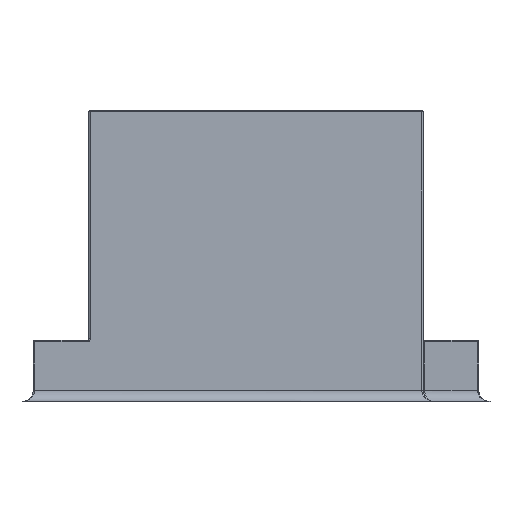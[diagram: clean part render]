
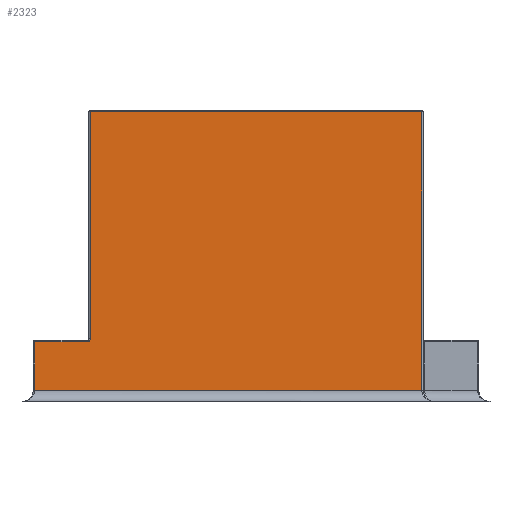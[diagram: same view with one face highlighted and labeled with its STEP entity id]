
A CAD part, front view. The second image highlights one B-rep face of the part: STEP entity #2323.
In plain terms, the highlighted planar face has unit normal (0, -1, 0).
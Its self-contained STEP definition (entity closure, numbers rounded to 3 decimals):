
#24=PLANE('',#2663);
#79=LINE('',#3603,#236);
#81=LINE('',#3610,#238);
#143=LINE('',#4111,#300);
#148=LINE('',#4186,#305);
#151=LINE('',#4191,#308);
#215=LINE('',#4319,#372);
#236=VECTOR('',#2755,10.);
#238=VECTOR('',#2763,10.);
#300=VECTOR('',#3259,10.);
#305=VECTOR('',#3292,10.);
#308=VECTOR('',#3299,10.);
#372=VECTOR('',#3435,1.);
#611=FACE_OUTER_BOUND('',#772,.T.);
#772=EDGE_LOOP('',(#1996,#1997,#1998,#1999,#2000,#2001,#2002));
#964=CIRCLE('',#2622,0.5);
#987=VERTEX_POINT('',#3592);
#990=VERTEX_POINT('',#3602);
#992=VERTEX_POINT('',#3608);
#1135=VERTEX_POINT('',#4100);
#1138=VERTEX_POINT('',#4107);
#1142=VERTEX_POINT('',#4171);
#1144=VERTEX_POINT('',#4180);
#1178=EDGE_CURVE('',#987,#990,#79,.T.);
#1182=EDGE_CURVE('',#992,#987,#81,.T.);
#1390=EDGE_CURVE('',#1135,#1138,#143,.T.);
#1401=EDGE_CURVE('',#990,#1144,#964,.T.);
#1404=EDGE_CURVE('',#1144,#1142,#148,.T.);
#1407=EDGE_CURVE('',#1142,#1135,#151,.T.);
#1474=EDGE_CURVE('',#992,#1138,#215,.T.);
#1996=ORIENTED_EDGE('',*,*,#1390,.F.);
#1997=ORIENTED_EDGE('',*,*,#1407,.F.);
#1998=ORIENTED_EDGE('',*,*,#1404,.F.);
#1999=ORIENTED_EDGE('',*,*,#1401,.F.);
#2000=ORIENTED_EDGE('',*,*,#1178,.F.);
#2001=ORIENTED_EDGE('',*,*,#1182,.F.);
#2002=ORIENTED_EDGE('',*,*,#1474,.T.);
#2323=ADVANCED_FACE('',(#611),#24,.T.);
#2622=AXIS2_PLACEMENT_3D('',#4181,#3284,#3285);
#2663=AXIS2_PLACEMENT_3D('',#4318,#3433,#3434);
#2755=DIRECTION('',(1.,0.,0.));
#2763=DIRECTION('',(0.,0.,1.));
#3259=DIRECTION('',(0.,0.,-1.));
#3284=DIRECTION('center_axis',(0.,-1.,0.));
#3285=DIRECTION('ref_axis',(0.707,0.,-0.707));
#3292=DIRECTION('',(0.,0.,1.));
#3299=DIRECTION('',(1.,0.,0.));
#3433=DIRECTION('center_axis',(0.,-1.,0.));
#3434=DIRECTION('ref_axis',(1.,0.,0.));
#3435=DIRECTION('',(1.,0.,0.));
#3592=CARTESIAN_POINT('',(-39.75,-30.,2.85));
#3602=CARTESIAN_POINT('',(-30.25,-30.,2.85));
#3603=CARTESIAN_POINT('',(-32.5,-30.,2.85));
#3608=CARTESIAN_POINT('',(-39.75,-30.,-5.9));
#3610=CARTESIAN_POINT('',(-39.75,-30.,0.1));
#4100=CARTESIAN_POINT('',(29.75,-30.,44.1));
#4107=CARTESIAN_POINT('',(29.75,-30.,-5.9));
#4111=CARTESIAN_POINT('',(29.75,-30.,0.1));
#4171=CARTESIAN_POINT('',(-29.75,-30.,44.1));
#4180=CARTESIAN_POINT('',(-29.75,-30.,3.35));
#4181=CARTESIAN_POINT('Origin',(-30.25,-30.,3.35));
#4186=CARTESIAN_POINT('',(-29.75,-30.,0.1));
#4191=CARTESIAN_POINT('',(0.,-30.,44.1));
#4318=CARTESIAN_POINT('Origin',(-30.,-30.,0.1));
#4319=CARTESIAN_POINT('',(30.,-30.,-5.9));
